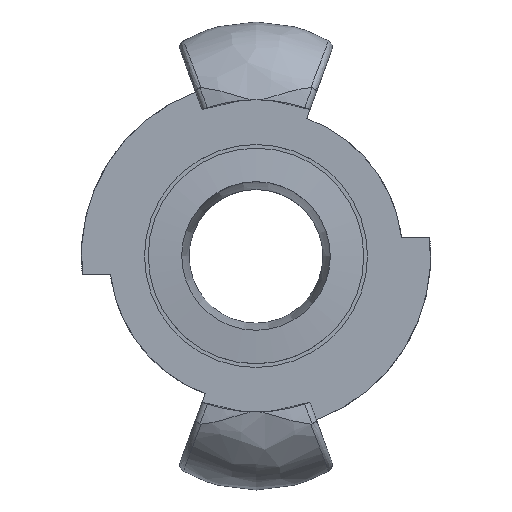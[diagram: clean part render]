
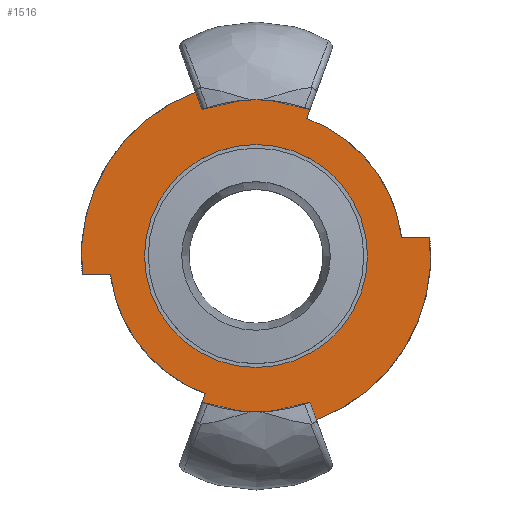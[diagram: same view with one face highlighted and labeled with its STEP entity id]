
A CAD part, top view. The second image highlights one B-rep face of the part: STEP entity #1516.
In plain terms, the highlighted planar face has unit normal (0, 0, 1).
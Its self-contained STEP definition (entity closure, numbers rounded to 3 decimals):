
#110=FACE_BOUND('',#285,.T.);
#135=PLANE('',#1665);
#199=FACE_OUTER_BOUND('',#284,.T.);
#284=EDGE_LOOP('',(#1211,#1212,#1213,#1214,#1215,#1216,#1217,#1218,#1219,
#1220,#1221,#1222));
#285=EDGE_LOOP('',(#1223,#1224));
#334=LINE('',#2387,#413);
#340=LINE('',#2599,#419);
#346=LINE('',#2780,#425);
#361=LINE('',#3190,#440);
#370=LINE('',#3354,#449);
#375=LINE('',#3363,#454);
#413=VECTOR('',#1799,10.);
#419=VECTOR('',#1819,10.);
#425=VECTOR('',#1833,10.);
#440=VECTOR('',#1912,10.);
#449=VECTOR('',#1955,10.);
#454=VECTOR('',#1962,10.);
#510=CIRCLE('',#1635,15.);
#511=CIRCLE('',#1636,15.);
#516=CIRCLE('',#1646,23.5);
#517=CIRCLE('',#1648,19.75);
#520=CIRCLE('',#1651,19.75);
#524=CIRCLE('',#1660,23.5);
#526=CIRCLE('',#1666,25.5);
#527=CIRCLE('',#1667,25.5);
#589=VERTEX_POINT('',#2384);
#590=VERTEX_POINT('',#2386);
#604=VERTEX_POINT('',#2596);
#605=VERTEX_POINT('',#2598);
#616=VERTEX_POINT('',#2777);
#617=VERTEX_POINT('',#2779);
#646=VERTEX_POINT('',#3177);
#647=VERTEX_POINT('',#3178);
#648=VERTEX_POINT('',#3183);
#651=VERTEX_POINT('',#3188);
#659=VERTEX_POINT('',#3277);
#668=VERTEX_POINT('',#3351);
#669=VERTEX_POINT('',#3353);
#671=VERTEX_POINT('',#3359);
#752=EDGE_CURVE('',#589,#590,#334,.T.);
#771=EDGE_CURVE('',#605,#604,#340,.T.);
#785=EDGE_CURVE('',#616,#617,#346,.T.);
#828=EDGE_CURVE('',#646,#647,#510,.T.);
#829=EDGE_CURVE('',#647,#646,#511,.T.);
#834=EDGE_CURVE('',#651,#648,#361,.T.);
#846=EDGE_CURVE('',#604,#648,#516,.T.);
#848=EDGE_CURVE('',#590,#659,#517,.T.);
#855=EDGE_CURVE('',#651,#617,#520,.T.);
#862=EDGE_CURVE('',#668,#669,#370,.T.);
#867=EDGE_CURVE('',#671,#659,#375,.T.);
#873=EDGE_CURVE('',#668,#671,#524,.T.);
#876=EDGE_CURVE('',#669,#616,#526,.T.);
#877=EDGE_CURVE('',#605,#589,#527,.T.);
#1211=ORIENTED_EDGE('',*,*,#846,.T.);
#1212=ORIENTED_EDGE('',*,*,#834,.F.);
#1213=ORIENTED_EDGE('',*,*,#855,.T.);
#1214=ORIENTED_EDGE('',*,*,#785,.F.);
#1215=ORIENTED_EDGE('',*,*,#876,.F.);
#1216=ORIENTED_EDGE('',*,*,#862,.F.);
#1217=ORIENTED_EDGE('',*,*,#873,.T.);
#1218=ORIENTED_EDGE('',*,*,#867,.T.);
#1219=ORIENTED_EDGE('',*,*,#848,.F.);
#1220=ORIENTED_EDGE('',*,*,#752,.F.);
#1221=ORIENTED_EDGE('',*,*,#877,.F.);
#1222=ORIENTED_EDGE('',*,*,#771,.T.);
#1223=ORIENTED_EDGE('',*,*,#828,.T.);
#1224=ORIENTED_EDGE('',*,*,#829,.T.);
#1516=ADVANCED_FACE('',(#199,#110),#135,.F.);
#1635=AXIS2_PLACEMENT_3D('',#3179,#1902,#1903);
#1636=AXIS2_PLACEMENT_3D('',#3180,#1904,#1905);
#1646=AXIS2_PLACEMENT_3D('',#3265,#1932,#1933);
#1648=AXIS2_PLACEMENT_3D('',#3278,#1936,#1937);
#1651=AXIS2_PLACEMENT_3D('',#3324,#1944,#1945);
#1660=AXIS2_PLACEMENT_3D('',#3409,#1973,#1974);
#1665=AXIS2_PLACEMENT_3D('',#3415,#1984,#1985);
#1666=AXIS2_PLACEMENT_3D('',#3416,#1986,#1987);
#1667=AXIS2_PLACEMENT_3D('',#3417,#1988,#1989);
#1799=DIRECTION('',(0.345,0.938,0.));
#1819=DIRECTION('',(-0.345,0.938,0.));
#1833=DIRECTION('',(-0.345,-0.938,0.));
#1902=DIRECTION('center_axis',(0.,0.,-1.));
#1903=DIRECTION('ref_axis',(1.,0.,0.));
#1904=DIRECTION('center_axis',(0.,0.,-1.));
#1905=DIRECTION('ref_axis',(1.,0.,0.));
#1912=DIRECTION('',(1.,0.,0.));
#1932=DIRECTION('center_axis',(0.,0.,1.));
#1933=DIRECTION('ref_axis',(-0.345,0.938,0.));
#1936=DIRECTION('center_axis',(0.,0.,-1.));
#1937=DIRECTION('ref_axis',(-1.,0.,0.));
#1944=DIRECTION('center_axis',(0.,0.,1.));
#1945=DIRECTION('ref_axis',(-0.345,0.938,0.));
#1955=DIRECTION('',(-0.345,0.938,0.));
#1962=DIRECTION('',(1.,0.,0.));
#1973=DIRECTION('center_axis',(0.,0.,1.));
#1974=DIRECTION('ref_axis',(0.345,-0.938,0.));
#1984=DIRECTION('center_axis',(0.,0.,-1.));
#1985=DIRECTION('ref_axis',(-1.,0.,0.));
#1986=DIRECTION('center_axis',(0.,0.,-1.));
#1987=DIRECTION('ref_axis',(0.,-1.,0.));
#1988=DIRECTION('center_axis',(0.,0.,-1.));
#1989=DIRECTION('ref_axis',(0.,-1.,0.));
#2384=CARTESIAN_POINT('',(-8.809,-23.93,12.));
#2386=CARTESIAN_POINT('',(-6.823,-18.534,12.));
#2387=CARTESIAN_POINT('',(-8.897,-24.168,12.));
#2596=CARTESIAN_POINT('',(8.119,-22.053,12.));
#2598=CARTESIAN_POINT('',(8.809,-23.93,12.));
#2599=CARTESIAN_POINT('',(3.412,-9.267,12.));
#2777=CARTESIAN_POINT('',(8.809,23.93,12.));
#2779=CARTESIAN_POINT('',(6.823,18.534,12.));
#2780=CARTESIAN_POINT('',(1.603,4.354,12.));
#3177=CARTESIAN_POINT('',(15.,0.,12.));
#3178=CARTESIAN_POINT('',(-15.,0.,12.));
#3179=CARTESIAN_POINT('Origin',(0.,0.,12.));
#3180=CARTESIAN_POINT('Origin',(0.,0.,12.));
#3183=CARTESIAN_POINT('',(23.367,2.5,12.));
#3188=CARTESIAN_POINT('',(19.591,2.5,12.));
#3190=CARTESIAN_POINT('',(0.,2.5,12.));
#3265=CARTESIAN_POINT('Origin',(0.,0.,
12.));
#3277=CARTESIAN_POINT('',(-19.591,-2.5,12.));
#3278=CARTESIAN_POINT('Origin',(0.,0.,12.));
#3324=CARTESIAN_POINT('Origin',(0.,0.,12.));
#3351=CARTESIAN_POINT('',(-8.119,22.053,12.));
#3353=CARTESIAN_POINT('',(-8.809,23.93,12.));
#3354=CARTESIAN_POINT('',(0.236,-0.64,12.));
#3359=CARTESIAN_POINT('',(-23.367,-2.5,12.));
#3363=CARTESIAN_POINT('',(0.,-2.5,12.));
#3409=CARTESIAN_POINT('Origin',(0.,0.,
12.));
#3415=CARTESIAN_POINT('Origin',(0.,0.,12.));
#3416=CARTESIAN_POINT('Origin',(0.,0.,12.));
#3417=CARTESIAN_POINT('Origin',(0.,0.,12.));
